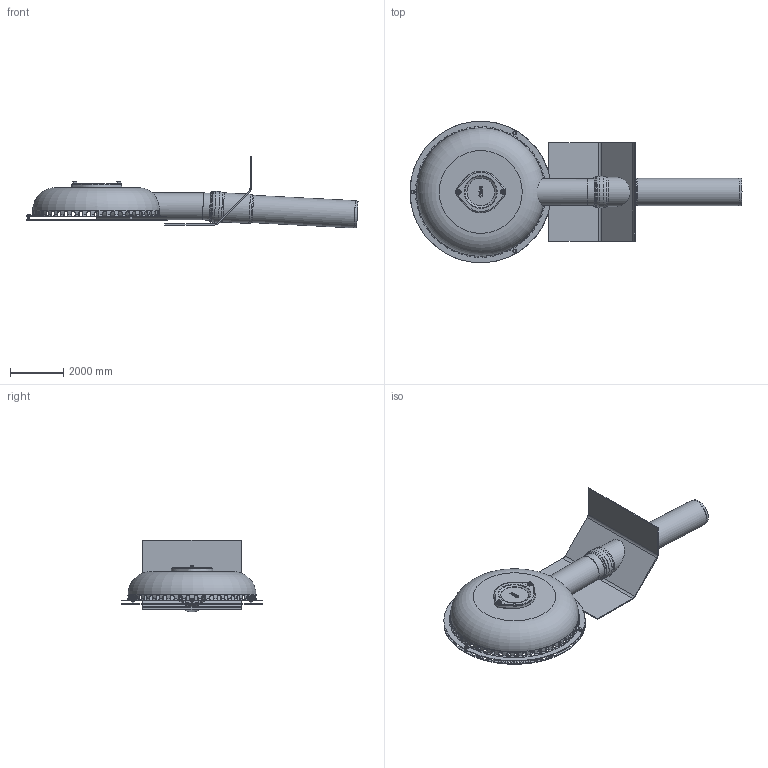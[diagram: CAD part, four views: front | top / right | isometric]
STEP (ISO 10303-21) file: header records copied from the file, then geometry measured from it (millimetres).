
FILE_DESCRIPTION(/* description */ (''),/* implementation_level */ '2;1');
FILE_NAME(/* name */ '01354.100X_3D.stp',/* time_stamp */ '2024-12-11T13:25:57+01:00',/* author */ ('CAD'),/* organization */ (''),/* preprocessor_version */ 'ST-DEVELOPER v20',/* originating_system */ 'AutoCAD Mechanical',/* authorisation */ '');
FILE_SCHEMA (('AUTOMOTIVE_DESIGN { 1 0 10303 214 3 1 1 }'));
Products named in the file (3): Product; 13515; 60102
Assembly tree (2 placements, depth 2):
  Product
    13515
    60102
Bounding box: 12501.11 x 5330 x 2710.79 mm (x, y, z)
Volume: 2075117502.7 mm3; surface area: 208213784.1 mm2
Topology: 18 solids, 18 shells, 6509 faces, 19507 edges, 12952 vertices
Faces by surface type: plane 6104, cone 163, cylinder 103, torus 82, bspline 54, sphere 3
Full cylindrical faces by diameter (mm): 40 x3, 60 x3, 66.47 x3, 80 x3, 90 x2, 100 x3, 130 x3, 984 x1, 1000 x1, 1016 x2, 1020 x1, 1030 x1, 1069.991 x1, 1099.991 x2, 1149.991 x1, 1165 x1, 1179.991 x1, 1240 x2, 1500 x1, 5330 x1
Entity records: 235412 total; most frequent: CARTESIAN_POINT 54136, ORIENTED_EDGE 39012, DIRECTION 32654, EDGE_CURVE 19506, LINE 18398, VECTOR 18398, VERTEX_POINT 12952, EDGE_LOOP 9510
